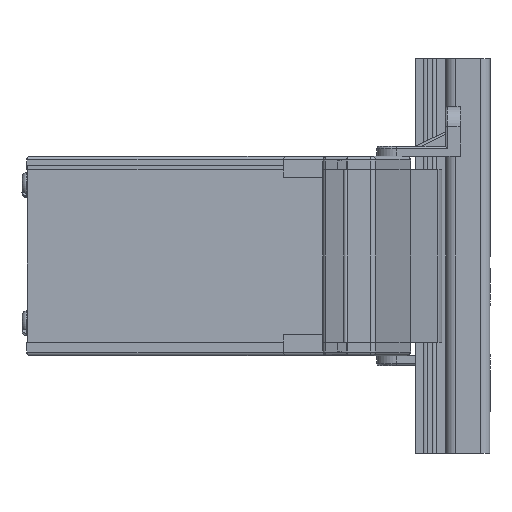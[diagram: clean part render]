
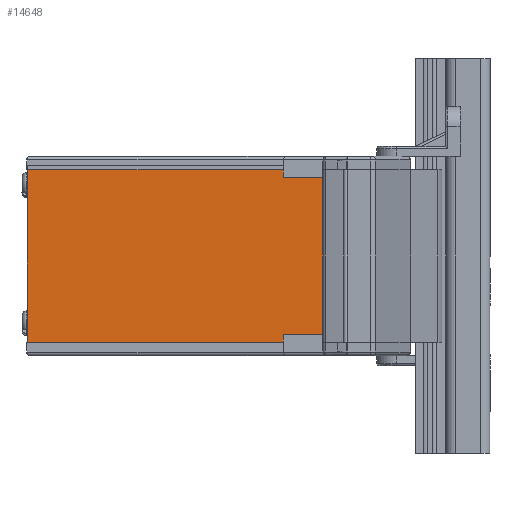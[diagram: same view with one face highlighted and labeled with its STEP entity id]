
A CAD part, left-side view. The second image highlights one B-rep face of the part: STEP entity #14648.
In plain terms, the highlighted planar face has unit normal (-1, 0, 0.002).
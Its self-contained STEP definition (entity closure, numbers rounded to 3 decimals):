
#621 = DIRECTION ( 'NONE',  ( 0., 0., 1. ) ) ;
#948 = ORIENTED_EDGE ( 'NONE', *, *, #22504, .F. ) ;
#1737 = AXIS2_PLACEMENT_3D ( 'NONE', #4976, #19550, #9017 ) ;
#2357 = EDGE_CURVE ( 'NONE', #15677, #19429, #25017, .T. ) ;
#2364 = CARTESIAN_POINT ( 'NONE',  ( -35., 31., 0. ) ) ;
#4899 = DIRECTION ( 'NONE',  ( 0., 0., 1. ) ) ;
#4976 = CARTESIAN_POINT ( 'NONE',  ( -35., 31., -35.8 ) ) ;
#4986 = CARTESIAN_POINT ( 'NONE',  ( -35., -31., -35.8 ) ) ;
#6983 = CARTESIAN_POINT ( 'NONE',  ( -35., 31., -35.8 ) ) ;
#7015 = VECTOR ( 'NONE', #4899, 1000. ) ;
#7738 = CARTESIAN_POINT ( 'NONE',  ( -35., 31., -35.8 ) ) ;
#9017 = DIRECTION ( 'NONE',  ( 0., 0., 1. ) ) ;
#10122 = LINE ( 'NONE', #6983, #18607 ) ;
#10913 = VECTOR ( 'NONE', #21531, 1000. ) ;
#12298 = ORIENTED_EDGE ( 'NONE', *, *, #2357, .T. ) ;
#14648 = ADVANCED_FACE ( 'NONE', ( #25547 ), #21556, .T. ) ;
#15677 = VERTEX_POINT ( 'NONE', #27209 ) ;
#16202 = EDGE_CURVE ( 'NONE', #18501, #16291, #10122, .T. ) ;
#16291 = VERTEX_POINT ( 'NONE', #2364 ) ;
#16598 = EDGE_LOOP ( 'NONE', ( #948, #23501, #22363, #12298 ) ) ;
#18110 = VECTOR ( 'NONE', #23142, 1000. ) ;
#18501 = VERTEX_POINT ( 'NONE', #7738 ) ;
#18607 = VECTOR ( 'NONE', #621, 1000. ) ;
#18955 = EDGE_CURVE ( 'NONE', #18501, #15677, #20422, .T. ) ;
#19093 = CARTESIAN_POINT ( 'NONE',  ( -35., 31., -35.8 ) ) ;
#19429 = VERTEX_POINT ( 'NONE', #22842 ) ;
#19550 = DIRECTION ( 'NONE',  ( -1., 0., 0. ) ) ;
#20036 = LINE ( 'NONE', #23578, #10913 ) ;
#20422 = LINE ( 'NONE', #19093, #18110 ) ;
#21531 = DIRECTION ( 'NONE',  ( 0., -1., 0. ) ) ;
#21556 = PLANE ( 'NONE',  #1737 ) ;
#22363 = ORIENTED_EDGE ( 'NONE', *, *, #18955, .T. ) ;
#22504 = EDGE_CURVE ( 'NONE', #16291, #19429, #20036, .T. ) ;
#22842 = CARTESIAN_POINT ( 'NONE',  ( -35., -31., 0. ) ) ;
#23142 = DIRECTION ( 'NONE',  ( 0., -1., 0. ) ) ;
#23501 = ORIENTED_EDGE ( 'NONE', *, *, #16202, .F. ) ;
#23578 = CARTESIAN_POINT ( 'NONE',  ( -35., 31., 0. ) ) ;
#25017 = LINE ( 'NONE', #4986, #7015 ) ;
#25547 = FACE_OUTER_BOUND ( 'NONE', #16598, .T. ) ;
#27209 = CARTESIAN_POINT ( 'NONE',  ( -35., -31., -35.8 ) ) ;
